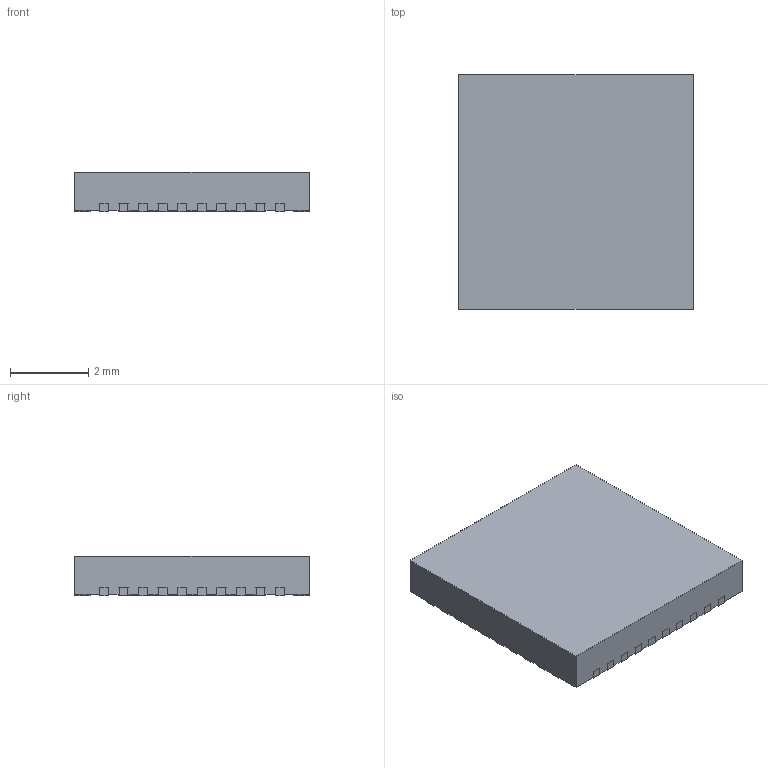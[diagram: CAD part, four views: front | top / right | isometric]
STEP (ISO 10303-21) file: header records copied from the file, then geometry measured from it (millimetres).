
FILE_DESCRIPTION((''),'2;1');
FILE_NAME('RHA0040P_ASM','2021-04-29T15:10:40',('a0414801'),(''),'CREO PARAMETRIC BY PTC INC, 2018500','CREO PARAMETRIC BY PTC INC, 2018500','');
FILE_SCHEMA(('AUTOMOTIVE_DESIGN { 1 0 10303 214 1 1 1 1 }'));
Length unit declared in the file: millimetre
Products named in the file (3): BODY-QFN; FRAME-RHA0040P; RHA0040P_ASM
Assembly tree (2 placements, depth 2):
  RHA0040P_ASM
    BODY-QFN
    FRAME-RHA0040P
Bounding box: 6 x 6 x 1 mm (x, y, z)
Volume: 35.5 mm3; surface area: 143.7 mm2
Topology: 42 solids, 42 shells, 611 faces, 1578 edges, 1052 vertices
Faces by surface type: plane 355, cylinder 256
Entity records: 24199 total; most frequent: DIRECTION 3322, CARTESIAN_POINT 3253, ORIENTED_EDGE 3156, PRESENTATION_STYLE_ASSIGNMENT 1661, STYLED_ITEM 1620, CURVE_STYLE 1578, EDGE_CURVE 1578, AXIS2_PLACEMENT_3D 1128
